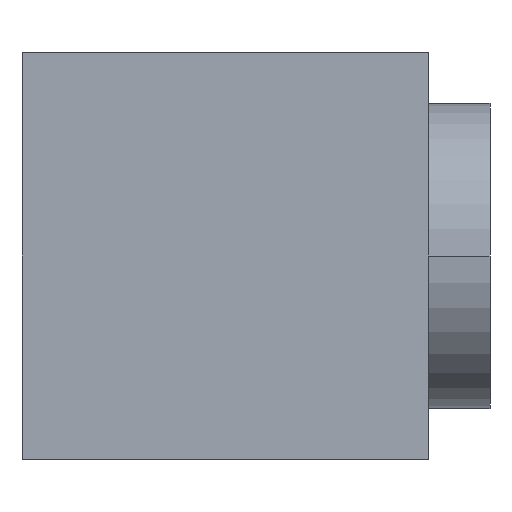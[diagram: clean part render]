
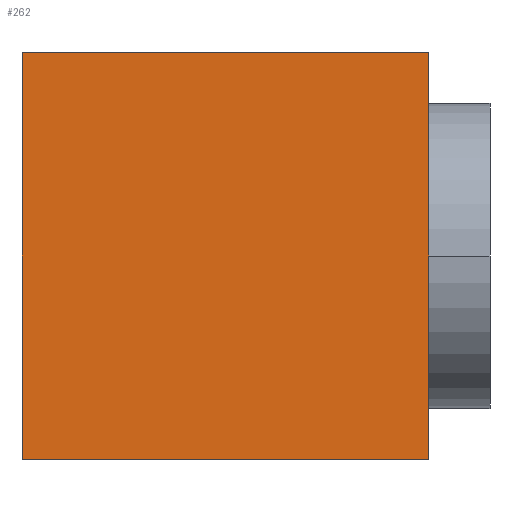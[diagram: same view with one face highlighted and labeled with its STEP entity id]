
A CAD part, left-side view. The second image highlights one B-rep face of the part: STEP entity #262.
In plain terms, the highlighted planar face has unit normal (-1, 0, 0).
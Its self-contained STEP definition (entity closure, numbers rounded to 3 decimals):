
#19 = CARTESIAN_POINT ( 'NONE',  ( -100., 100., 0. ) ) ;
#29 = CARTESIAN_POINT ( 'NONE',  ( -100., -100., 0. ) ) ;
#36 = ORIENTED_EDGE ( 'NONE', *, *, #56, .T. ) ;
#56 = EDGE_CURVE ( 'NONE', #104, #195, #170, .T. ) ;
#59 = CARTESIAN_POINT ( 'NONE',  ( -100., -100., 200. ) ) ;
#61 = VECTOR ( 'NONE', #140, 1000. ) ;
#88 = VECTOR ( 'NONE', #388, 1000. ) ;
#94 = PLANE ( 'NONE',  #350 ) ;
#96 = EDGE_CURVE ( 'NONE', #340, #213, #321, .T. ) ;
#97 = VECTOR ( 'NONE', #240, 1000. ) ;
#102 = DIRECTION ( 'NONE',  ( 0., 0., -1. ) ) ;
#104 = VERTEX_POINT ( 'NONE', #19 ) ;
#108 = CARTESIAN_POINT ( 'NONE',  ( -100., 100., 200. ) ) ;
#137 = LINE ( 'NONE', #366, #410 ) ;
#140 = DIRECTION ( 'NONE',  ( 0., 0., 1. ) ) ;
#170 = LINE ( 'NONE', #270, #97 ) ;
#195 = VERTEX_POINT ( 'NONE', #285 ) ;
#213 = VERTEX_POINT ( 'NONE', #108 ) ;
#214 = LINE ( 'NONE', #334, #61 ) ;
#234 = DIRECTION ( 'NONE',  ( 0., -1., 0. ) ) ;
#240 = DIRECTION ( 'NONE',  ( 0., -1., 0. ) ) ;
#262 = ADVANCED_FACE ( 'NONE', ( #422 ), #94, .F. ) ;
#270 = CARTESIAN_POINT ( 'NONE',  ( -100., -100., 0. ) ) ;
#285 = CARTESIAN_POINT ( 'NONE',  ( -100., -100., 0. ) ) ;
#295 = ORIENTED_EDGE ( 'NONE', *, *, #429, .T. ) ;
#310 = DIRECTION ( 'NONE',  ( 1., 0., 0. ) ) ;
#321 = LINE ( 'NONE', #59, #88 ) ;
#334 = CARTESIAN_POINT ( 'NONE',  ( -100., -100., 0. ) ) ;
#340 = VERTEX_POINT ( 'NONE', #395 ) ;
#350 = AXIS2_PLACEMENT_3D ( 'NONE', #29, #310, #234 ) ;
#363 = EDGE_CURVE ( 'NONE', #213, #104, #137, .T. ) ;
#366 = CARTESIAN_POINT ( 'NONE',  ( -100., 100., 0. ) ) ;
#372 = EDGE_LOOP ( 'NONE', ( #36, #295, #431, #406 ) ) ;
#388 = DIRECTION ( 'NONE',  ( 0., 1., 0. ) ) ;
#395 = CARTESIAN_POINT ( 'NONE',  ( -100., -100., 200. ) ) ;
#406 = ORIENTED_EDGE ( 'NONE', *, *, #363, .T. ) ;
#410 = VECTOR ( 'NONE', #102, 1000. ) ;
#422 = FACE_OUTER_BOUND ( 'NONE', #372, .T. ) ;
#429 = EDGE_CURVE ( 'NONE', #195, #340, #214, .T. ) ;
#431 = ORIENTED_EDGE ( 'NONE', *, *, #96, .T. ) ;
